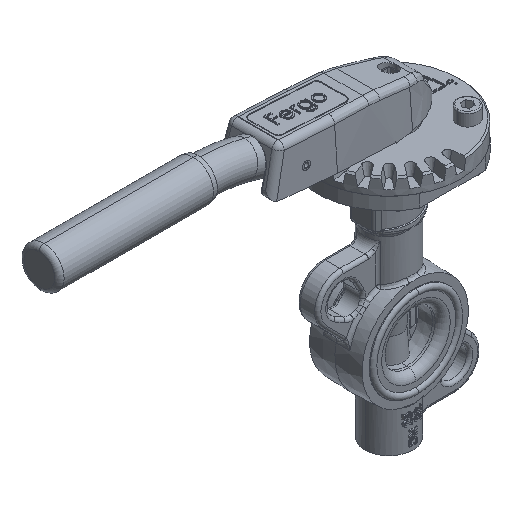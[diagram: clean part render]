
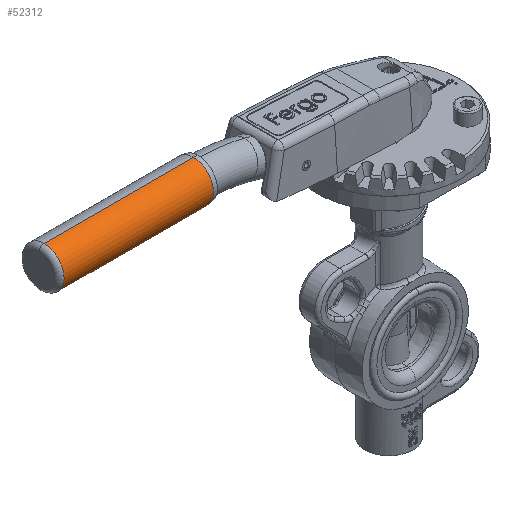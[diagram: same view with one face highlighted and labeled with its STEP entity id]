
A CAD part, isometric view. The second image highlights one B-rep face of the part: STEP entity #52312.
In plain terms, the highlighted cylindrical face has radius 12.65 mm (diameter 25.3 mm), a partial arc.
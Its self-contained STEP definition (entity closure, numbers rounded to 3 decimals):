
#241 = EDGE_CURVE ( 'NONE', #32822, #64585, #20564, .T. ) ;
#3326 = CYLINDRICAL_SURFACE ( 'NONE', #8780, 12.65 ) ;
#3579 = CARTESIAN_POINT ( 'NONE',  ( -123.23, 0., 128.273 ) ) ;
#3665 = CARTESIAN_POINT ( 'NONE',  ( -225.23, 0., 153.573 ) ) ;
#4781 = EDGE_CURVE ( 'NONE', #14989, #64585, #38429, .T. ) ;
#7440 = AXIS2_PLACEMENT_3D ( 'NONE', #9983, #12435, #66616 ) ;
#8780 = AXIS2_PLACEMENT_3D ( 'NONE', #25062, #40055, #46794 ) ;
#9009 = EDGE_CURVE ( 'NONE', #18564, #32822, #31371, .T. ) ;
#9983 = CARTESIAN_POINT ( 'NONE',  ( -217.23, 0., 140.923 ) ) ;
#10761 = DIRECTION ( 'NONE',  ( 0., 0., 1. ) ) ;
#10980 = ORIENTED_EDGE ( 'NONE', *, *, #51492, .F. ) ;
#12435 = DIRECTION ( 'NONE',  ( 1., 0., 0. ) ) ;
#14989 = VERTEX_POINT ( 'NONE', #51105 ) ;
#16358 = DIRECTION ( 'NONE',  ( 1., 0., 0. ) ) ;
#17502 = DIRECTION ( 'NONE',  ( 1., 0., 0. ) ) ;
#18564 = VERTEX_POINT ( 'NONE', #22773 ) ;
#19484 = ORIENTED_EDGE ( 'NONE', *, *, #4781, .F. ) ;
#19768 = VECTOR ( 'NONE', #38380, 1000. ) ;
#20564 = LINE ( 'NONE', #31640, #19768 ) ;
#22773 = CARTESIAN_POINT ( 'NONE',  ( -217.23, 0., 153.573 ) ) ;
#23705 = CARTESIAN_POINT ( 'NONE',  ( -217.23, 0., 128.273 ) ) ;
#25062 = CARTESIAN_POINT ( 'NONE',  ( -225.23, 0., 140.923 ) ) ;
#26452 = ORIENTED_EDGE ( 'NONE', *, *, #241, .T. ) ;
#26714 = LINE ( 'NONE', #3665, #40459 ) ;
#31371 = CIRCLE ( 'NONE', #7440, 12.65 ) ;
#31640 = CARTESIAN_POINT ( 'NONE',  ( -225.23, 0., 128.273 ) ) ;
#32822 = VERTEX_POINT ( 'NONE', #23705 ) ;
#38380 = DIRECTION ( 'NONE',  ( 1., 0., 0. ) ) ;
#38429 = CIRCLE ( 'NONE', #58923, 12.65 ) ;
#40055 = DIRECTION ( 'NONE',  ( 1., 0., 0. ) ) ;
#40459 = VECTOR ( 'NONE', #16358, 1000. ) ;
#45362 = EDGE_LOOP ( 'NONE', ( #47890, #26452, #19484, #10980 ) ) ;
#46454 = FACE_OUTER_BOUND ( 'NONE', #45362, .T. ) ;
#46794 = DIRECTION ( 'NONE',  ( 0., 0., 1. ) ) ;
#47890 = ORIENTED_EDGE ( 'NONE', *, *, #9009, .T. ) ;
#51105 = CARTESIAN_POINT ( 'NONE',  ( -123.23, 0., 153.573 ) ) ;
#51492 = EDGE_CURVE ( 'NONE', #18564, #14989, #26714, .T. ) ;
#52312 = ADVANCED_FACE ( 'NONE', ( #46454 ), #3326, .T. ) ;
#58923 = AXIS2_PLACEMENT_3D ( 'NONE', #65276, #17502, #10761 ) ;
#64585 = VERTEX_POINT ( 'NONE', #3579 ) ;
#65276 = CARTESIAN_POINT ( 'NONE',  ( -123.23, 0., 140.923 ) ) ;
#66616 = DIRECTION ( 'NONE',  ( 0., 0., 1. ) ) ;
